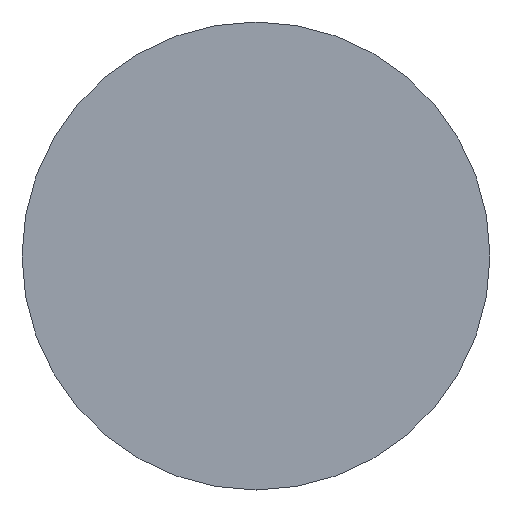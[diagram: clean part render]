
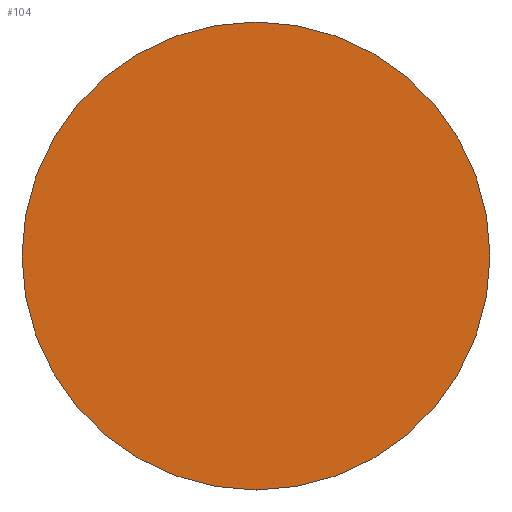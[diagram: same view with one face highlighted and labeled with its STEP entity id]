
A CAD part, left-side view. The second image highlights one B-rep face of the part: STEP entity #104.
In plain terms, the highlighted planar face has unit normal (-1, 0, 0).
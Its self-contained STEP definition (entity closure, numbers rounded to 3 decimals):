
#8 = EDGE_CURVE ( 'NONE', #132, #126, #147, .T. ) ;
#9 = DIRECTION ( 'NONE',  ( 0., 0., 1. ) ) ;
#26 = DIRECTION ( 'NONE',  ( -1., 0., 0. ) ) ;
#30 = CARTESIAN_POINT ( 'NONE',  ( 47.754, 28.478, -6.35 ) ) ;
#39 = PLANE ( 'NONE',  #47 ) ;
#40 = CARTESIAN_POINT ( 'NONE',  ( 47.754, 28.478, 0. ) ) ;
#47 = AXIS2_PLACEMENT_3D ( 'NONE', #51, #80, #145 ) ;
#50 = FACE_OUTER_BOUND ( 'NONE', #164, .T. ) ;
#51 = CARTESIAN_POINT ( 'NONE',  ( 47.754, 28.478, 0. ) ) ;
#62 = EDGE_CURVE ( 'NONE', #126, #132, #92, .T. ) ;
#71 = CARTESIAN_POINT ( 'NONE',  ( 47.754, 28.478, 6.35 ) ) ;
#75 = ORIENTED_EDGE ( 'NONE', *, *, #62, .T. ) ;
#80 = DIRECTION ( 'NONE',  ( 1., 0., 0. ) ) ;
#83 = ORIENTED_EDGE ( 'NONE', *, *, #8, .T. ) ;
#92 = CIRCLE ( 'NONE', #136, 6.35 ) ;
#96 = DIRECTION ( 'NONE',  ( 0., 0., 1. ) ) ;
#104 = ADVANCED_FACE ( 'NONE', ( #50 ), #39, .F. ) ;
#111 = DIRECTION ( 'NONE',  ( -1., 0., 0. ) ) ;
#126 = VERTEX_POINT ( 'NONE', #30 ) ;
#132 = VERTEX_POINT ( 'NONE', #71 ) ;
#136 = AXIS2_PLACEMENT_3D ( 'NONE', #157, #26, #9 ) ;
#145 = DIRECTION ( 'NONE',  ( 0., 0., -1. ) ) ;
#147 = CIRCLE ( 'NONE', #169, 6.35 ) ;
#157 = CARTESIAN_POINT ( 'NONE',  ( 47.754, 28.478, 0. ) ) ;
#164 = EDGE_LOOP ( 'NONE', ( #83, #75 ) ) ;
#169 = AXIS2_PLACEMENT_3D ( 'NONE', #40, #111, #96 ) ;
